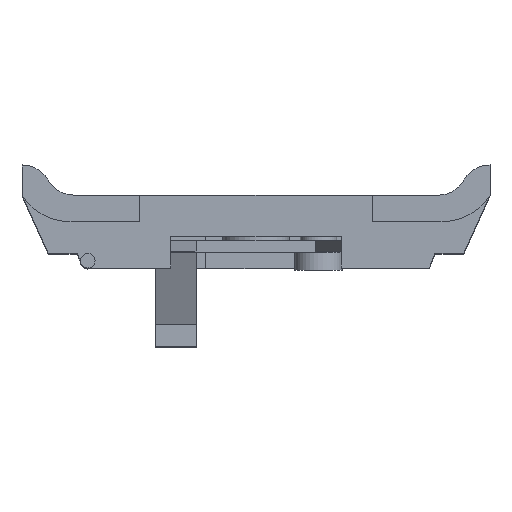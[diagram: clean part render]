
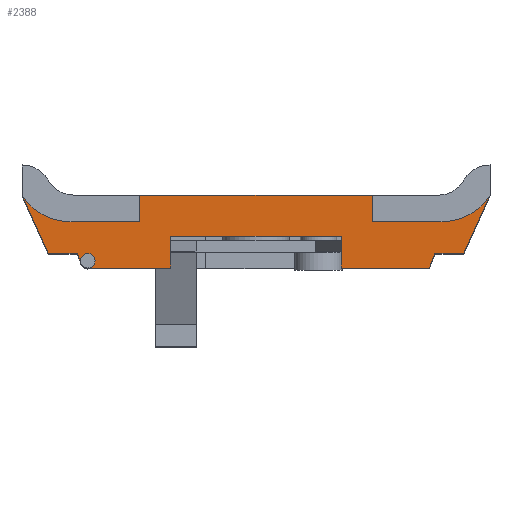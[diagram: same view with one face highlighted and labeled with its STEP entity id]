
A CAD part, top view. The second image highlights one B-rep face of the part: STEP entity #2388.
In plain terms, the highlighted planar face has unit normal (0, 0, 1).
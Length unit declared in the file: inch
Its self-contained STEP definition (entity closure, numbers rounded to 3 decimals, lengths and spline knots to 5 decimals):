
#67=CIRCLE('',#2567,0.04);
#69=CIRCLE('',#2569,0.04);
#70=CIRCLE('',#2574,0.30114);
#71=CIRCLE('',#2575,0.30114);
#205=FACE_OUTER_BOUND('',#342,.T.);
#342=EDGE_LOOP('',(#2000,#2001,#2002,#2003,#2004,#2005,#2006,#2007,#2008,
#2009,#2010,#2011,#2012,#2013,#2014,#2015,#2016,#2017,#2018,#2019));
#375=LINE('',#3280,#659);
#589=LINE('',#3789,#873);
#599=LINE('',#3822,#883);
#602=LINE('',#3826,#886);
#603=LINE('',#3828,#887);
#604=LINE('',#3829,#888);
#605=LINE('',#3831,#889);
#606=LINE('',#3833,#890);
#607=LINE('',#3835,#891);
#608=LINE('',#3839,#892);
#609=LINE('',#3841,#893);
#610=LINE('',#3843,#894);
#611=LINE('',#3845,#895);
#612=LINE('',#3847,#896);
#613=LINE('',#3851,#897);
#614=LINE('',#3852,#898);
#659=VECTOR('',#2623,0.3937);
#873=VECTOR('',#3091,0.3937);
#883=VECTOR('',#3125,0.3937);
#886=VECTOR('',#3128,0.3937);
#887=VECTOR('',#3131,0.3937);
#888=VECTOR('',#3132,0.3937);
#889=VECTOR('',#3133,0.3937);
#890=VECTOR('',#3134,0.3937);
#891=VECTOR('',#3135,0.3937);
#892=VECTOR('',#3138,0.3937);
#893=VECTOR('',#3139,0.3937);
#894=VECTOR('',#3140,0.3937);
#895=VECTOR('',#3141,0.3937);
#896=VECTOR('',#3142,0.3937);
#897=VECTOR('',#3145,0.3937);
#898=VECTOR('',#3146,0.3937);
#942=VERTEX_POINT('',#3276);
#944=VERTEX_POINT('',#3279);
#1111=VERTEX_POINT('',#3786);
#1112=VERTEX_POINT('',#3788);
#1119=VERTEX_POINT('',#3808);
#1120=VERTEX_POINT('',#3810);
#1122=VERTEX_POINT('',#3819);
#1123=VERTEX_POINT('',#3821);
#1124=VERTEX_POINT('',#3824);
#1125=VERTEX_POINT('',#3830);
#1126=VERTEX_POINT('',#3832);
#1127=VERTEX_POINT('',#3834);
#1128=VERTEX_POINT('',#3836);
#1129=VERTEX_POINT('',#3838);
#1130=VERTEX_POINT('',#3840);
#1131=VERTEX_POINT('',#3842);
#1132=VERTEX_POINT('',#3844);
#1133=VERTEX_POINT('',#3846);
#1134=VERTEX_POINT('',#3848);
#1135=VERTEX_POINT('',#3850);
#1165=EDGE_CURVE('',#944,#942,#375,.T.);
#1416=EDGE_CURVE('',#1112,#1111,#589,.T.);
#1428=EDGE_CURVE('',#1120,#1119,#67,.T.);
#1431=EDGE_CURVE('',#942,#1120,#69,.T.);
#1433=EDGE_CURVE('',#1123,#1122,#599,.T.);
#1436=EDGE_CURVE('',#1119,#1124,#602,.T.);
#1437=EDGE_CURVE('',#1124,#1112,#603,.T.);
#1438=EDGE_CURVE('',#1111,#1123,#604,.T.);
#1439=EDGE_CURVE('',#1122,#1125,#605,.T.);
#1440=EDGE_CURVE('',#1125,#1126,#606,.T.);
#1441=EDGE_CURVE('',#1126,#1127,#607,.T.);
#1442=EDGE_CURVE('',#1127,#1128,#70,.T.);
#1443=EDGE_CURVE('',#1128,#1129,#608,.T.);
#1444=EDGE_CURVE('',#1129,#1130,#609,.T.);
#1445=EDGE_CURVE('',#1130,#1131,#610,.T.);
#1446=EDGE_CURVE('',#1131,#1132,#611,.T.);
#1447=EDGE_CURVE('',#1132,#1133,#612,.T.);
#1448=EDGE_CURVE('',#1133,#1134,#71,.T.);
#1449=EDGE_CURVE('',#1134,#1135,#613,.T.);
#1450=EDGE_CURVE('',#1135,#944,#614,.T.);
#2000=ORIENTED_EDGE('',*,*,#1431,.T.);
#2001=ORIENTED_EDGE('',*,*,#1428,.T.);
#2002=ORIENTED_EDGE('',*,*,#1436,.T.);
#2003=ORIENTED_EDGE('',*,*,#1437,.T.);
#2004=ORIENTED_EDGE('',*,*,#1416,.T.);
#2005=ORIENTED_EDGE('',*,*,#1438,.T.);
#2006=ORIENTED_EDGE('',*,*,#1433,.T.);
#2007=ORIENTED_EDGE('',*,*,#1439,.T.);
#2008=ORIENTED_EDGE('',*,*,#1440,.T.);
#2009=ORIENTED_EDGE('',*,*,#1441,.T.);
#2010=ORIENTED_EDGE('',*,*,#1442,.T.);
#2011=ORIENTED_EDGE('',*,*,#1443,.T.);
#2012=ORIENTED_EDGE('',*,*,#1444,.T.);
#2013=ORIENTED_EDGE('',*,*,#1445,.T.);
#2014=ORIENTED_EDGE('',*,*,#1446,.T.);
#2015=ORIENTED_EDGE('',*,*,#1447,.T.);
#2016=ORIENTED_EDGE('',*,*,#1448,.T.);
#2017=ORIENTED_EDGE('',*,*,#1449,.T.);
#2018=ORIENTED_EDGE('',*,*,#1450,.T.);
#2019=ORIENTED_EDGE('',*,*,#1165,.T.);
#2269=PLANE('',#2573);
#2388=ADVANCED_FACE('',(#205),#2269,.T.);
#2567=AXIS2_PLACEMENT_3D('',#3811,#3111,#3112);
#2569=AXIS2_PLACEMENT_3D('',#3815,#3116,#3117);
#2573=AXIS2_PLACEMENT_3D('',#3827,#3129,#3130);
#2574=AXIS2_PLACEMENT_3D('',#3837,#3136,#3137);
#2575=AXIS2_PLACEMENT_3D('',#3849,#3143,#3144);
#2623=DIRECTION('',(0.351,-0.936,0.));
#3091=DIRECTION('',(1.,0.,0.));
#3111=DIRECTION('center_axis',(0.,0.,-1.));
#3112=DIRECTION('ref_axis',(1.,0.,0.));
#3116=DIRECTION('center_axis',(0.,0.,-1.));
#3117=DIRECTION('ref_axis',(1.,0.,0.));
#3125=DIRECTION('',(1.,0.,0.));
#3128=DIRECTION('',(1.,0.,0.));
#3129=DIRECTION('center_axis',(0.,0.,1.));
#3130=DIRECTION('ref_axis',(1.,0.,0.));
#3131=DIRECTION('',(0.,1.,0.));
#3132=DIRECTION('',(0.,-1.,0.));
#3133=DIRECTION('',(0.351,0.936,0.));
#3134=DIRECTION('',(1.,0.,0.));
#3135=DIRECTION('',(0.413,0.911,0.));
#3136=DIRECTION('center_axis',(0.,0.,-1.));
#3137=DIRECTION('ref_axis',(0.,-1.,0.));
#3138=DIRECTION('',(-1.,0.,0.));
#3139=DIRECTION('',(0.,1.,0.));
#3140=DIRECTION('',(-1.,0.,0.));
#3141=DIRECTION('',(0.,-1.,0.));
#3142=DIRECTION('',(-1.,0.,0.));
#3143=DIRECTION('center_axis',(0.,0.,-1.));
#3144=DIRECTION('ref_axis',(-0.855,-0.518,0.));
#3145=DIRECTION('',(0.413,-0.911,0.));
#3146=DIRECTION('',(1.,0.,0.));
#3276=CARTESIAN_POINT('',(-0.00973,0.02596,0.12));
#3279=CARTESIAN_POINT('',(-0.03,0.08,0.12));
#3280=CARTESIAN_POINT('',(0.,0.,0.12));
#3786=CARTESIAN_POINT('',(1.4175,0.175,0.12));
#3788=CARTESIAN_POINT('',(0.4825,0.175,0.12));
#3789=CARTESIAN_POINT('',(0.4825,0.175,0.12));
#3808=CARTESIAN_POINT('',(0.02772,0.,0.12));
#3810=CARTESIAN_POINT('',(-0.01228,0.04,0.12));
#3811=CARTESIAN_POINT('Origin',(0.02772,0.04,0.12));
#3815=CARTESIAN_POINT('Origin',(0.02772,0.04,0.12));
#3819=CARTESIAN_POINT('',(1.9,0.,0.12));
#3821=CARTESIAN_POINT('',(1.4175,0.,0.12));
#3822=CARTESIAN_POINT('',(0.,0.,0.12));
#3824=CARTESIAN_POINT('',(0.4825,0.,0.12));
#3826=CARTESIAN_POINT('',(0.,0.,0.12));
#3827=CARTESIAN_POINT('Origin',(0.95,0.2,0.12));
#3828=CARTESIAN_POINT('',(0.4825,0.175,0.12));
#3829=CARTESIAN_POINT('',(1.4175,0.175,0.12));
#3830=CARTESIAN_POINT('',(1.93,0.08,0.12));
#3831=CARTESIAN_POINT('',(1.9,0.,0.12));
#3832=CARTESIAN_POINT('',(2.0875,0.08,0.12));
#3833=CARTESIAN_POINT('',(-0.1875,0.08,0.12));
#3834=CARTESIAN_POINT('',(2.2325,0.4,0.12));
#3835=CARTESIAN_POINT('',(2.0875,0.08,0.12));
#3836=CARTESIAN_POINT('',(1.975,0.255,0.12));
#3837=CARTESIAN_POINT('Origin',(1.975,0.55614,0.12));
#3838=CARTESIAN_POINT('',(1.5875,0.255,0.12));
#3839=CARTESIAN_POINT('',(-0.075,0.255,0.12));
#3840=CARTESIAN_POINT('',(1.5875,0.4,0.12));
#3841=CARTESIAN_POINT('',(1.5875,0.4,0.12));
#3842=CARTESIAN_POINT('',(0.3125,0.4,0.12));
#3843=CARTESIAN_POINT('',(0.3125,0.4,0.12));
#3844=CARTESIAN_POINT('',(0.3125,0.255,0.12));
#3845=CARTESIAN_POINT('',(0.3125,0.4,0.12));
#3846=CARTESIAN_POINT('',(-0.075,0.255,0.12));
#3847=CARTESIAN_POINT('',(0.2,0.255,0.12));
#3848=CARTESIAN_POINT('',(-0.3325,0.4,0.12));
#3849=CARTESIAN_POINT('Origin',(-0.075,0.55614,0.12));
#3850=CARTESIAN_POINT('',(-0.1875,0.08,0.12));
#3851=CARTESIAN_POINT('',(-0.1875,0.08,0.12));
#3852=CARTESIAN_POINT('',(-0.1875,0.08,0.12));
